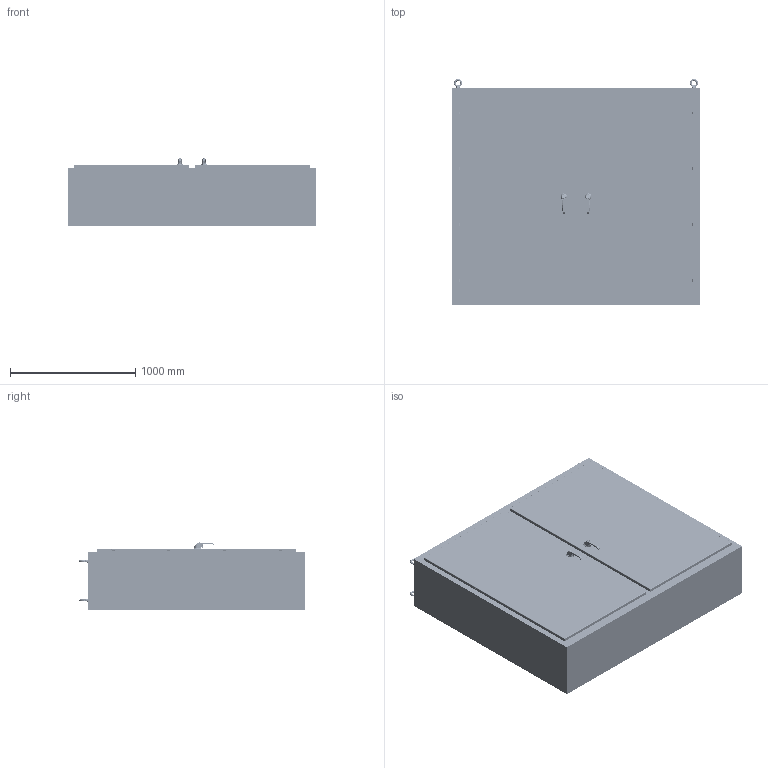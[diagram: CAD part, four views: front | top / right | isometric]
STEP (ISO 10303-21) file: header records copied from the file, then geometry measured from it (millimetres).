
FILE_DESCRIPTION (( 'STEP AP214' ), '1' );
FILE_NAME ('SCE-N68L7818.STEP', '2024-06-18T14:17:56', ( '' ), ( '' ), 'SwSTEP 2.0', 'SolidWorks 2023', '' );
FILE_SCHEMA (( 'AUTOMOTIVE_DESIGN' ));
Length unit declared in the file: inch
Products named in the file (1): SCE-N68L7818
Bounding box: 1974.85 x 1801.81 x 534.57 mm (x, y, z)
Volume: 30571295.3 mm3; surface area: 22821594.7 mm2
Topology: 49 solids, 57 shells, 7483 faces, 19261 edges, 11899 vertices
Faces by surface type: plane 3045, cylinder 2532, bspline 1508, cone 230, torus 168
Full cylindrical faces by diameter (mm): 1.016 x8, 3.978 x8, 4.318 x40, 4.978 x32, 5.016 x4, 5.207 x16, 5.232 x16, 5.537 x8, 6.096 x16, 6.198 x16, 6.35 x16, 9.525 x18, 10.323 x16, 11.112 x8, 11.113 x4, 11.25 x2, 15.24 x4, 16 x2, 29.8 x4
Entity records: 361841 total; most frequent: CARTESIAN_POINT 193949, ORIENTED_EDGE 37000, DIRECTION 31339, EDGE_CURVE 18500, VERTEX_POINT 11683, AXIS2_PLACEMENT_3D 11208, LINE 8923, VECTOR 8923
